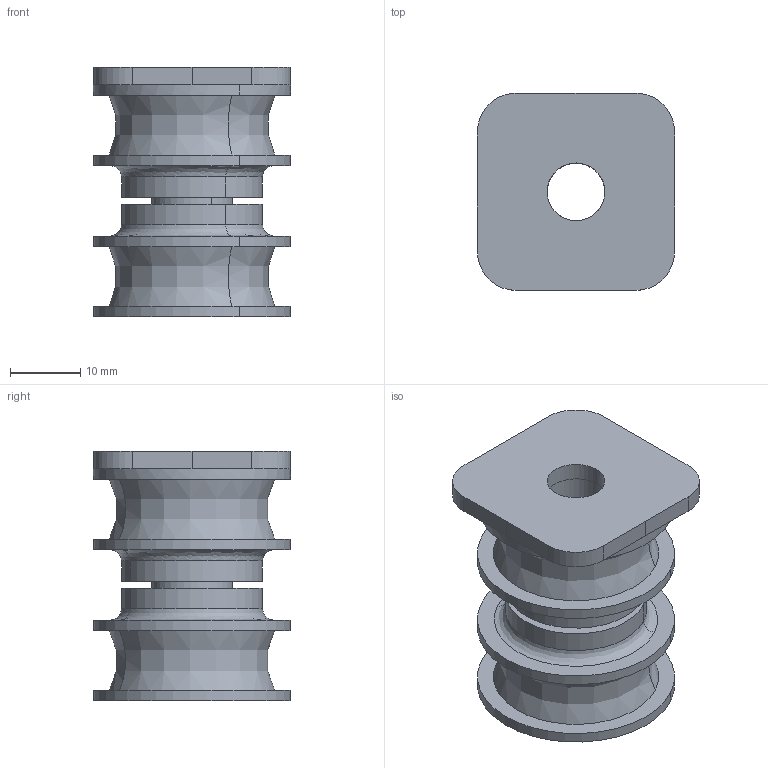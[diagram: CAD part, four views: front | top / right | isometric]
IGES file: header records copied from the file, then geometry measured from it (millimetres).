
Start section: START RECORD GO HERE.
Global section: file name: E1RP3804-5X VIB LD03.igs; native system: IBM CATIA IGES - CATIA Version 5 Release 19 ; preprocessor: CATIA Version 5 Release 19 ; author: CatiaV5; organization: LEV3; date: 20101027.101015; units: millimetre
Bounding box: 28 x 28 x 35.5 mm (x, y, z)
Surface area: 6605.9 mm2 (no closed solid volume)
Topology: 0 solids, 0 shells, 52 faces, 228 edges, 228 vertices
Faces by surface type: revolution 30, plane 22
